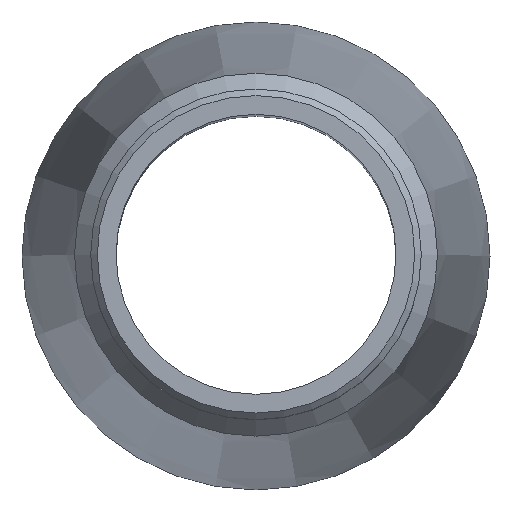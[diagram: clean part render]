
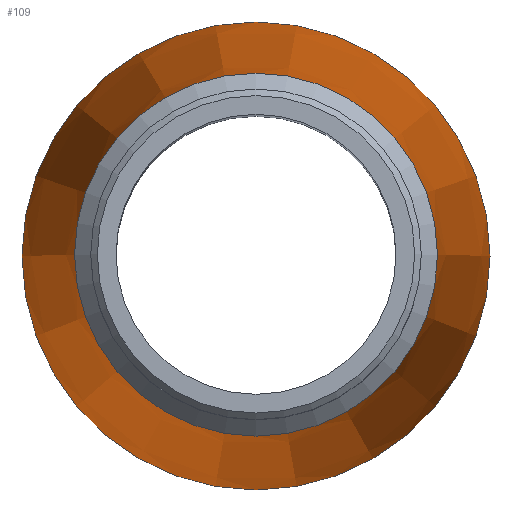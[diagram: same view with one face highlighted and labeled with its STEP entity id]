
A CAD part, top view. The second image highlights one B-rep face of the part: STEP entity #109.
In plain terms, the highlighted conical face has half-angle 4 degrees and reference radius 4.117 mm.
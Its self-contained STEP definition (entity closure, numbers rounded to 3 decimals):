
#2 = DIRECTION ( 'NONE',  ( 0., 0., -1. ) ) ;
#4 = CARTESIAN_POINT ( 'NONE',  ( 0., 0., -4.367 ) ) ;
#16 = ORIENTED_EDGE ( 'NONE', *, *, #118, .F. ) ;
#33 = CIRCLE ( 'NONE', #268, 4.117 ) ;
#35 = CARTESIAN_POINT ( 'NONE',  ( 4.117, 0., -4.367 ) ) ;
#49 = VERTEX_POINT ( 'NONE', #280 ) ;
#57 = CONICAL_SURFACE ( 'NONE', #129, 4.117, 0.07 ) ;
#89 = CARTESIAN_POINT ( 'NONE',  ( 0., 0., -4.367 ) ) ;
#109 = ADVANCED_FACE ( 'NONE', ( #220, #133 ), #57, .T. ) ;
#111 = DIRECTION ( 'NONE',  ( 1., 0., 0. ) ) ;
#118 = EDGE_CURVE ( 'NONE', #240, #240, #33, .T. ) ;
#122 = DIRECTION ( 'NONE',  ( 1., 0., 0. ) ) ;
#129 = AXIS2_PLACEMENT_3D ( 'NONE', #4, #2, #178 ) ;
#133 = FACE_OUTER_BOUND ( 'NONE', #215, .T. ) ;
#138 = DIRECTION ( 'NONE',  ( 0., 0., 1. ) ) ;
#161 = EDGE_LOOP ( 'NONE', ( #16 ) ) ;
#178 = DIRECTION ( 'NONE',  ( -1., 0., 0. ) ) ;
#197 = CIRCLE ( 'NONE', #202, 5.308 ) ;
#202 = AXIS2_PLACEMENT_3D ( 'NONE', #210, #138, #122 ) ;
#210 = CARTESIAN_POINT ( 'NONE',  ( 0., 0., -21.4 ) ) ;
#215 = EDGE_LOOP ( 'NONE', ( #257 ) ) ;
#220 = FACE_BOUND ( 'NONE', #161, .T. ) ;
#240 = VERTEX_POINT ( 'NONE', #35 ) ;
#257 = ORIENTED_EDGE ( 'NONE', *, *, #276, .T. ) ;
#268 = AXIS2_PLACEMENT_3D ( 'NONE', #89, #275, #111 ) ;
#275 = DIRECTION ( 'NONE',  ( 0., 0., 1. ) ) ;
#276 = EDGE_CURVE ( 'NONE', #49, #49, #197, .T. ) ;
#280 = CARTESIAN_POINT ( 'NONE',  ( 5.308, 0., -21.4 ) ) ;
